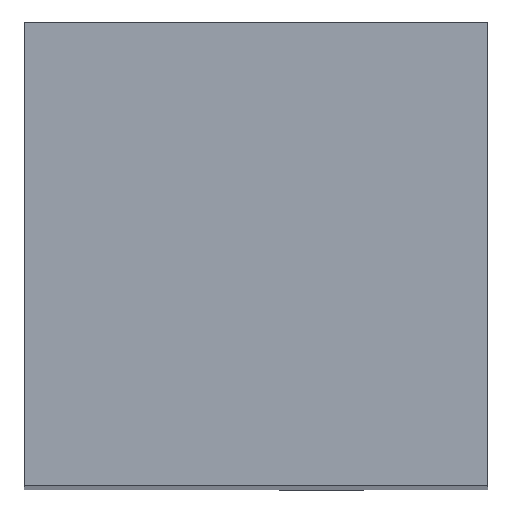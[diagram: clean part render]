
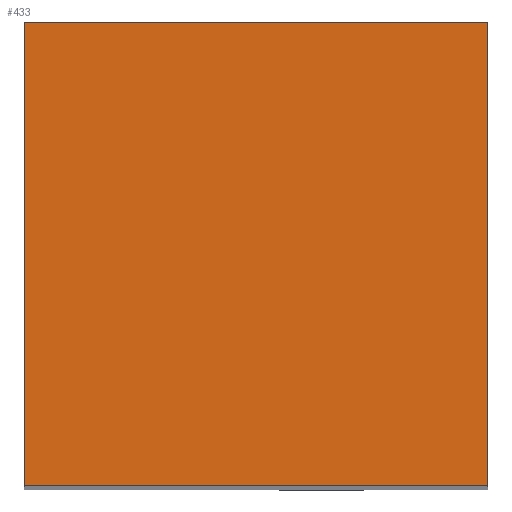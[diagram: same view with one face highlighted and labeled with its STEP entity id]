
A CAD part, top view. The second image highlights one B-rep face of the part: STEP entity #433.
In plain terms, the highlighted face is planar.
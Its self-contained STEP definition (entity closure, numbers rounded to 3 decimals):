
#192=CARTESIAN_POINT('',(0.,20.,-10.));
#193=VERTEX_POINT('',#192);
#197=CARTESIAN_POINT('',(0.,20.,10.));
#198=DIRECTION('',(0.,0.,-1.));
#199=VECTOR('',#198,20.);
#200=LINE('',#197,#199);
#201=CARTESIAN_POINT('',(0.,20.,10.));
#202=VERTEX_POINT('',#201);
#203=EDGE_CURVE('',#202,#193,#200,.T.);
#367=CARTESIAN_POINT('',(0.,0.,10.));
#368=VERTEX_POINT('',#367);
#372=CARTESIAN_POINT('',(0.,0.,10.));
#373=DIRECTION('',(0.,0.,-1.));
#374=VECTOR('',#373,20.);
#375=LINE('',#372,#374);
#376=CARTESIAN_POINT('',(0.,0.,-10.));
#377=VERTEX_POINT('',#376);
#378=EDGE_CURVE('',#368,#377,#375,.T.);
#408=CARTESIAN_POINT('',(0.,9.6,0.4));
#409=DIRECTION('',(-1.,0.,0.));
#410=DIRECTION('',(0.,0.,1.));
#411=AXIS2_PLACEMENT_3D('',#408,#409,#410);
#412=PLANE('',#411);
#413=CARTESIAN_POINT('',(0.,0.,10.));
#414=DIRECTION('',(0.,1.,0.));
#415=VECTOR('',#414,20.);
#416=LINE('',#413,#415);
#417=EDGE_CURVE('',#368,#202,#416,.T.);
#418=ORIENTED_EDGE('Edge 311',*,*,#417,.F.);
#420=ORIENTED_EDGE('Edge 316',*,*,#203,.F.);
#422=CARTESIAN_POINT('',(0.,0.,-10.));
#423=DIRECTION('',(0.,1.,0.));
#424=VECTOR('',#423,20.);
#425=LINE('',#422,#424);
#426=EDGE_CURVE('',#377,#193,#425,.T.);
#427=ORIENTED_EDGE('Edge 321',*,*,#426,.T.);
#429=ORIENTED_EDGE('Edge 326',*,*,#378,.T.);
#431=EDGE_LOOP('',(#429,#427,#420,#418));
#432=FACE_OUTER_BOUND('Loop 327',#431,.T.);
#433=ADVANCED_FACE('Face 328',(#432),#412,.F.);
